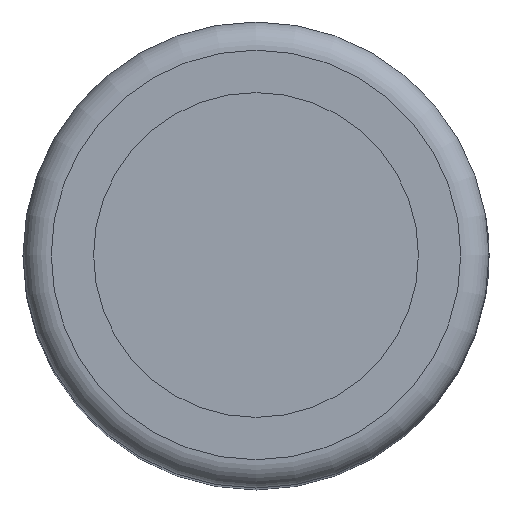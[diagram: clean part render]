
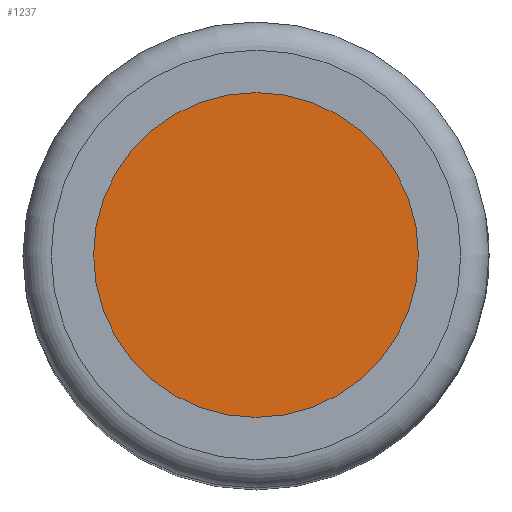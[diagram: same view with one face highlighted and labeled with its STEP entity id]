
A CAD part, top view. The second image highlights one B-rep face of the part: STEP entity #1237.
In plain terms, the highlighted planar face has unit normal (0, 0, 1).
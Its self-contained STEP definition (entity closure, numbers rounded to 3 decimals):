
#242=PLANE($,#1369);
#332=FACE_OUTER_BOUND($,#426,.T.);
#426=EDGE_LOOP($,(#940));
#526=CIRCLE($,#1367,5.758);
#606=VERTEX_POINT($,#1996);
#734=EDGE_CURVE($,#606,#606,#526,.T.);
#940=ORIENTED_EDGE($,*,*,#734,.T.);
#1237=ADVANCED_FACE($,(#332),#242,.T.);
#1367=AXIS2_PLACEMENT_3D($,#1997,#1594,#1595);
#1369=AXIS2_PLACEMENT_3D($,#1999,#1598,#1599);
#1594=DIRECTION('center_axis',(0.,0.,1.));
#1595=DIRECTION('ref_axis',(1.,0.,0.));
#1598=DIRECTION('center_axis',(0.,0.,1.));
#1599=DIRECTION('ref_axis',(1.,0.,0.));
#1996=CARTESIAN_POINT('',(5.758,0.,41.2));
#1997=CARTESIAN_POINT('Origin',(0.,0.,41.2));
#1999=CARTESIAN_POINT('Origin',(0.,0.,41.2));
